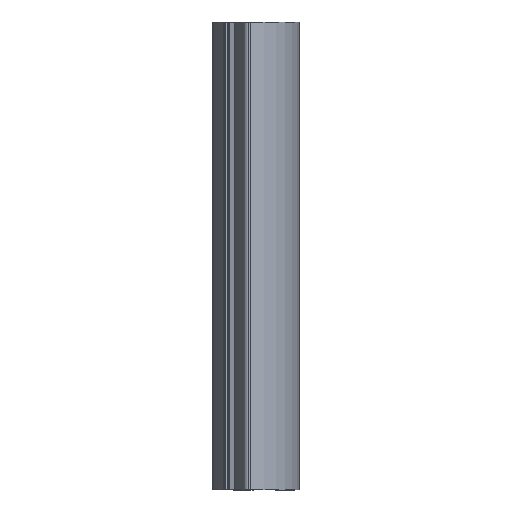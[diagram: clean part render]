
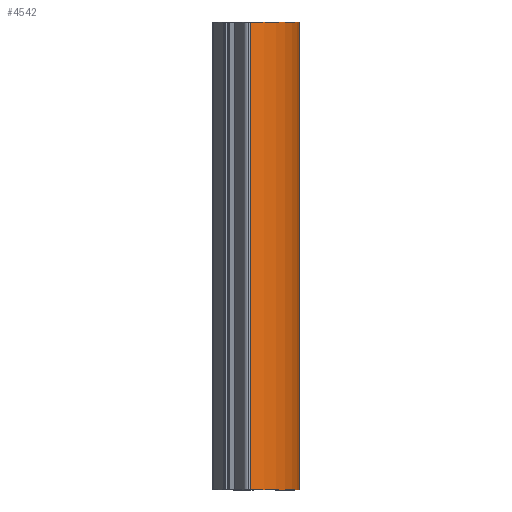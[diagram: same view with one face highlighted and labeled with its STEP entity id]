
A CAD part, top view. The second image highlights one B-rep face of the part: STEP entity #4542.
In plain terms, the highlighted cylindrical face has radius 45 mm (diameter 90 mm), a partial arc.
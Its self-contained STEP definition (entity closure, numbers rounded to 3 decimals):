
#10 = EDGE_CURVE ( 'NONE', #1858, #2071, #4086, .T. ) ;
#92 = DIRECTION ( 'NONE',  ( 0., 0., 1. ) ) ;
#195 = CARTESIAN_POINT ( 'NONE',  ( -1.693, 200., 22.882 ) ) ;
#293 = DIRECTION ( 'NONE',  ( 0., 1., 0. ) ) ;
#307 = DIRECTION ( 'NONE',  ( 0., 1., 0. ) ) ;
#660 = DIRECTION ( 'NONE',  ( 0., -1., 0. ) ) ;
#707 = DIRECTION ( 'NONE',  ( 0., 0., 1. ) ) ;
#721 = CARTESIAN_POINT ( 'NONE',  ( 18.971, 0., -12.907 ) ) ;
#725 = CIRCLE ( 'NONE', #3839, 45. ) ;
#829 = CARTESIAN_POINT ( 'NONE',  ( 18.971, 0., -12.907 ) ) ;
#1078 = VECTOR ( 'NONE', #307, 1000. ) ;
#1135 = CARTESIAN_POINT ( 'NONE',  ( -25.981, 200., -15. ) ) ;
#1269 = CARTESIAN_POINT ( 'NONE',  ( 18.971, 200., -12.907 ) ) ;
#1404 = FACE_OUTER_BOUND ( 'NONE', #3202, .T. ) ;
#1791 = CARTESIAN_POINT ( 'NONE',  ( -1.693, 0., 22.882 ) ) ;
#1858 = VERTEX_POINT ( 'NONE', #1269 ) ;
#1958 = AXIS2_PLACEMENT_3D ( 'NONE', #1135, #660, #707 ) ;
#1980 = AXIS2_PLACEMENT_3D ( 'NONE', #4559, #4577, #92 ) ;
#2065 = LINE ( 'NONE', #829, #1078 ) ;
#2071 = VERTEX_POINT ( 'NONE', #195 ) ;
#2095 = VERTEX_POINT ( 'NONE', #721 ) ;
#2347 = VERTEX_POINT ( 'NONE', #1791 ) ;
#2808 = ORIENTED_EDGE ( 'NONE', *, *, #10, .T. ) ;
#2981 = CARTESIAN_POINT ( 'NONE',  ( -25.981, 0., -15. ) ) ;
#3202 = EDGE_LOOP ( 'NONE', ( #4913, #4872, #2808, #5447 ) ) ;
#3256 = EDGE_CURVE ( 'NONE', #2095, #1858, #2065, .T. ) ;
#3711 = EDGE_CURVE ( 'NONE', #2347, #2095, #725, .T. ) ;
#3839 = AXIS2_PLACEMENT_3D ( 'NONE', #2981, #293, #5155 ) ;
#4086 = CIRCLE ( 'NONE', #1958, 45. ) ;
#4542 = ADVANCED_FACE ( 'NONE', ( #1404 ), #4918, .T. ) ;
#4559 = CARTESIAN_POINT ( 'NONE',  ( -25.981, 0., -15. ) ) ;
#4577 = DIRECTION ( 'NONE',  ( 0., 1., 0. ) ) ;
#4626 = VECTOR ( 'NONE', #5260, 1000. ) ;
#4853 = EDGE_CURVE ( 'NONE', #2071, #2347, #5702, .T. ) ;
#4872 = ORIENTED_EDGE ( 'NONE', *, *, #3256, .T. ) ;
#4913 = ORIENTED_EDGE ( 'NONE', *, *, #3711, .T. ) ;
#4918 = CYLINDRICAL_SURFACE ( 'NONE', #1980, 45. ) ;
#5155 = DIRECTION ( 'NONE',  ( 0., 0., 1. ) ) ;
#5260 = DIRECTION ( 'NONE',  ( 0., -1., 0. ) ) ;
#5318 = CARTESIAN_POINT ( 'NONE',  ( -1.693, 0., 22.882 ) ) ;
#5447 = ORIENTED_EDGE ( 'NONE', *, *, #4853, .T. ) ;
#5702 = LINE ( 'NONE', #5318, #4626 ) ;
